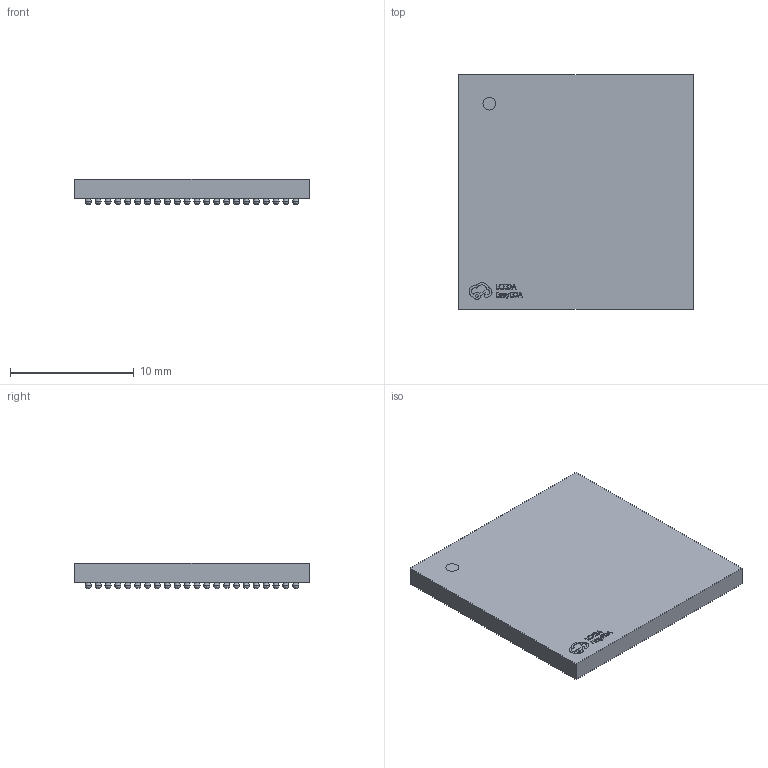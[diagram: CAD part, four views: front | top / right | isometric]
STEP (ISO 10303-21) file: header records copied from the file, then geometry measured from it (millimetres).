
FILE_DESCRIPTION (( 'STEP AP214' ), '1' );
FILE_NAME ('FBGA-484_L19.0-W19.0-R22-C22-P0.80-TL.STEP', '2023-04-14T03:13:55', ( 'PC' ), ( 'Microsoft' ), 'SwSTEP 2.0', 'SolidWorks 2020', '' );
FILE_SCHEMA (( 'AUTOMOTIVE_DESIGN' ));
Length unit declared in the file: millimetre
Products named in the file (1): FBGA-484_L19.0-W19.0-R22-C22-P0.80-TL
Bounding box: 19 x 19 x 2.06 mm (x, y, z)
Volume: 591.2 mm3; surface area: 1220.3 mm2
Topology: 485 solids, 485 shells, 1201 faces, 3537 edges, 1390 vertices
Faces by surface type: bspline 1066, plane 133, cylinder 2
Entity records: 55412 total; most frequent: CARTESIAN_POINT 20019, ORIENTED_EDGE 3202, DIRECTION 2645, UNCERTAINTY_MEASURE_WITH_UNIT 1688, MECHANICAL_DESIGN_GEOMETRIC_PRESENTATION_REPRESENTATION 1687, FILL_AREA_STYLE 1687, STYLED_ITEM 1687, SURFACE_SIDE_STYLE 1687
